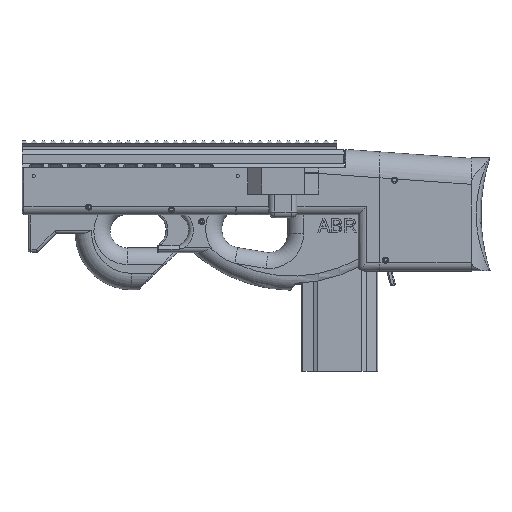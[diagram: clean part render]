
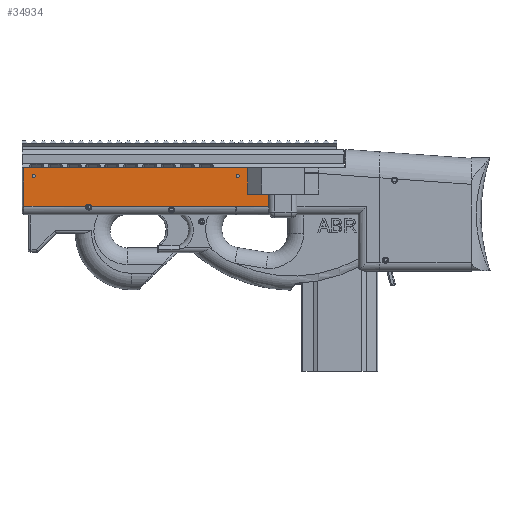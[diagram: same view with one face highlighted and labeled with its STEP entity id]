
A CAD part, top view. The second image highlights one B-rep face of the part: STEP entity #34934.
In plain terms, the highlighted face is planar.
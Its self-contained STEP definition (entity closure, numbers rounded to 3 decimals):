
#874=FACE_BOUND('',#12112,.T.);
#875=FACE_BOUND('',#12113,.T.);
#1181=PLANE('',#37071);
#2737=LINE('',#53207,#6289);
#2739=LINE('',#53215,#6291);
#2751=LINE('',#53272,#6303);
#2752=LINE('',#53274,#6304);
#2753=LINE('',#53276,#6305);
#2754=LINE('',#53278,#6306);
#2755=LINE('',#53280,#6307);
#2756=LINE('',#53281,#6308);
#6289=VECTOR('',#41144,10.);
#6291=VECTOR('',#41150,10.);
#6303=VECTOR('',#41206,10.);
#6304=VECTOR('',#41207,10.);
#6305=VECTOR('',#41208,10.);
#6306=VECTOR('',#41209,10.);
#6307=VECTOR('',#41210,10.);
#6308=VECTOR('',#41211,10.);
#10119=FACE_OUTER_BOUND('',#12111,.T.);
#12111=EDGE_LOOP('',(#25582,#25583,#25584,#25585,#25586,#25587,#25588,#25589,
#25590,#25591));
#12112=EDGE_LOOP('',(#25592));
#12113=EDGE_LOOP('',(#25593));
#13976=CIRCLE('',#37070,1.75);
#13977=CIRCLE('',#37072,3.25);
#13978=CIRCLE('',#37073,24.);
#13979=CIRCLE('',#37074,1.75);
#15810=VERTEX_POINT('',#53183);
#15812=VERTEX_POINT('',#53206);
#15815=VERTEX_POINT('',#53212);
#15816=VERTEX_POINT('',#53214);
#15833=VERTEX_POINT('',#53264);
#15834=VERTEX_POINT('',#53269);
#15835=VERTEX_POINT('',#53271);
#15836=VERTEX_POINT('',#53273);
#15837=VERTEX_POINT('',#53275);
#15838=VERTEX_POINT('',#53277);
#15839=VERTEX_POINT('',#53279);
#15840=VERTEX_POINT('',#53282);
#19503=EDGE_CURVE('',#15810,#15812,#2737,.T.);
#19507=EDGE_CURVE('',#15815,#15816,#2739,.T.);
#19530=EDGE_CURVE('',#15833,#15833,#13976,.T.);
#19531=EDGE_CURVE('',#15816,#15810,#13977,.T.);
#19532=EDGE_CURVE('',#15834,#15815,#13978,.T.);
#19533=EDGE_CURVE('',#15835,#15834,#2751,.T.);
#19534=EDGE_CURVE('',#15835,#15836,#2752,.T.);
#19535=EDGE_CURVE('',#15836,#15837,#2753,.T.);
#19536=EDGE_CURVE('',#15838,#15837,#2754,.T.);
#19537=EDGE_CURVE('',#15838,#15839,#2755,.T.);
#19538=EDGE_CURVE('',#15812,#15839,#2756,.T.);
#19539=EDGE_CURVE('',#15840,#15840,#13979,.T.);
#25582=ORIENTED_EDGE('',*,*,#19531,.F.);
#25583=ORIENTED_EDGE('',*,*,#19507,.F.);
#25584=ORIENTED_EDGE('',*,*,#19532,.F.);
#25585=ORIENTED_EDGE('',*,*,#19533,.F.);
#25586=ORIENTED_EDGE('',*,*,#19534,.T.);
#25587=ORIENTED_EDGE('',*,*,#19535,.T.);
#25588=ORIENTED_EDGE('',*,*,#19536,.F.);
#25589=ORIENTED_EDGE('',*,*,#19537,.T.);
#25590=ORIENTED_EDGE('',*,*,#19538,.F.);
#25591=ORIENTED_EDGE('',*,*,#19503,.F.);
#25592=ORIENTED_EDGE('',*,*,#19539,.F.);
#25593=ORIENTED_EDGE('',*,*,#19530,.F.);
#34934=ADVANCED_FACE('',(#10119,#874,#875),#1181,.F.);
#37070=AXIS2_PLACEMENT_3D('',#53266,#41198,#41199);
#37071=AXIS2_PLACEMENT_3D('',#53267,#41200,#41201);
#37072=AXIS2_PLACEMENT_3D('',#53268,#41202,#41203);
#37073=AXIS2_PLACEMENT_3D('',#53270,#41204,#41205);
#37074=AXIS2_PLACEMENT_3D('',#53283,#41212,#41213);
#41144=DIRECTION('',(-1.,0.,0.));
#41150=DIRECTION('',(-1.,0.,0.));
#41198=DIRECTION('center_axis',(0.,-1.,0.));
#41199=DIRECTION('ref_axis',(-1.,0.,0.));
#41200=DIRECTION('center_axis',(0.,1.,0.));
#41201=DIRECTION('ref_axis',(0.,0.,1.));
#41202=DIRECTION('center_axis',(0.,-1.,0.));
#41203=DIRECTION('ref_axis',(-1.,0.,0.));
#41204=DIRECTION('center_axis',(0.,-1.,0.));
#41205=DIRECTION('ref_axis',(0.014,0.,1.));
#41206=DIRECTION('',(-1.,0.,0.));
#41207=DIRECTION('',(0.,0.,1.));
#41208=DIRECTION('',(-1.,0.,0.));
#41209=DIRECTION('',(0.,0.,-1.));
#41210=DIRECTION('',(-1.,0.,0.));
#41211=DIRECTION('',(0.,0.,1.));
#41212=DIRECTION('center_axis',(0.,-1.,0.));
#41213=DIRECTION('ref_axis',(-1.,0.,0.));
#53183=CARTESIAN_POINT('',(-19.317,-27.5,-15.5));
#53206=CARTESIAN_POINT('',(-85.,-27.5,-15.5));
#53207=CARTESIAN_POINT('',(150.,-27.5,-15.5));
#53212=CARTESIAN_POINT('',(140.,-27.5,-15.5));
#53214=CARTESIAN_POINT('',(-13.009,-27.5,-15.5));
#53215=CARTESIAN_POINT('',(150.,-27.5,-15.5));
#53264=CARTESIAN_POINT('',(143.785,-27.5,16.75));
#53266=CARTESIAN_POINT('Origin',(142.035,-27.5,16.75));
#53267=CARTESIAN_POINT('Origin',(-87.,-27.5,-75.5));
#53268=CARTESIAN_POINT('Origin',(-16.163,-27.5,-16.284));
#53269=CARTESIAN_POINT('',(140.559,-27.5,-15.506));
#53270=CARTESIAN_POINT('Origin',(140.,-27.5,-39.5));
#53271=CARTESIAN_POINT('',(175.084,-27.5,-15.5));
#53272=CARTESIAN_POINT('',(240.,-27.5,-15.5));
#53273=CARTESIAN_POINT('',(175.084,-27.5,-2.5));
#53274=CARTESIAN_POINT('',(175.084,-27.5,-2.5));
#53275=CARTESIAN_POINT('',(152.55,-27.5,-2.5));
#53276=CARTESIAN_POINT('',(51.5,-27.5,-2.5));
#53277=CARTESIAN_POINT('',(152.55,-27.5,25.5));
#53278=CARTESIAN_POINT('',(152.55,-27.5,-25.));
#53279=CARTESIAN_POINT('',(-85.,-27.5,25.5));
#53280=CARTESIAN_POINT('',(237.5,-27.5,25.5));
#53281=CARTESIAN_POINT('',(-85.,-27.5,-33.75));
#53282=CARTESIAN_POINT('',(-72.868,-27.5,16.75));
#53283=CARTESIAN_POINT('Origin',(-74.618,-27.5,16.75));
